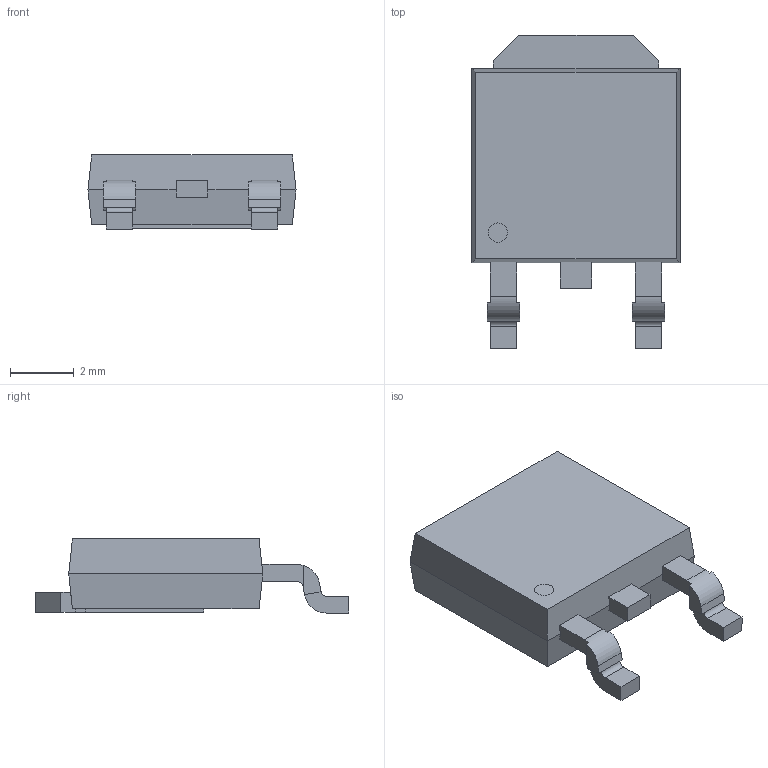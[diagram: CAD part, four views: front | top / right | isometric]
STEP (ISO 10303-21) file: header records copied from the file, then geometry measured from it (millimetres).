
FILE_DESCRIPTION (( 'STEP AP214' ), '1' );
FILE_NAME ('TO-252-3_L6.5-W6.1-P4.58-TL.STEP', '2021-08-05T03:32:44', ( 'PC' ), ( 'Microsoft' ), 'SwSTEP 2.0', 'SolidWorks 2018', '' );
FILE_SCHEMA (( 'AUTOMOTIVE_DESIGN' ));
Length unit declared in the file: millimetre
Products named in the file (2): TO-252-3_L6.5-W6.1-P4.58-TL
Bounding box: 6.54 x 9.85 x 2.33 mm (x, y, z)
Volume: 93.3 mm3; surface area: 164 mm2
Topology: 1 solids, 1 shells, 140 faces, 371 edges, 242 vertices
Faces by surface type: plane 116, bspline 14, cylinder 10
Entity records: 6540 total; most frequent: CARTESIAN_POINT 1553, ORIENTED_EDGE 742, DIRECTION 623, EDGE_CURVE 371, VECTOR 319, LINE 319, VERTEX_POINT 242, AXIS2_PLACEMENT_3D 152
